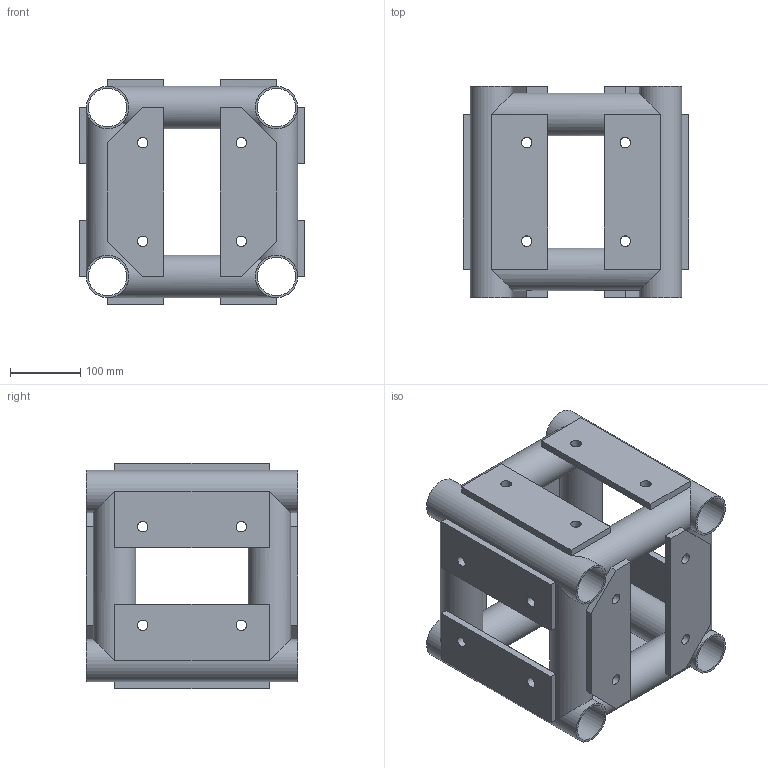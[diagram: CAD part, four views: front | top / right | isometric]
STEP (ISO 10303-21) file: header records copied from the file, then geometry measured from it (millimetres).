
FILE_DESCRIPTION(/* description */ (''),/* implementation_level */ '2;1');
FILE_NAME(/* name */ 'Box 300x300.stp',/* time_stamp */ '2017-07-14T14:30:45-03:00',/* author */ ('Kledson'),/* organization */ (''),/* preprocessor_version */ 'ST-DEVELOPER v16.5',/* originating_system */ 'Autodesk Inventor 2017',/* authorisation */ '');
FILE_SCHEMA (('AUTOMOTIVE_DESIGN { 1 0 10303 214 3 1 1 }'));
Length unit declared in the file: millimetre
Products named in the file (27): Box 300x300; Frame0001; Skeleton0001; ISO 4019 - 60.3x3.0 - 300; ISO 4019 - 60.3x3.0 - 300_1; ISO 4019 - 60.3x3.0 - 300_2; ISO 4019 - 60.3x3.0 - 239,7; ISO 4019 - 60.3x3.0 - 239,7_1; ISO 4019 - 60.3x3.0 - 239,7_2; ISO 4019 - 60.3x3.0 - 239,7_3; ISO 4019 - 60.3x3.0 - 300_3; ISO 4019 - 60.3x3.0 - 239,7_4; ISO 4019 - 60.3x3.0 - 239,7_5; ISO 4019 - 60.3x3.0 - 239,7_6; ISO 4019 - 60.3x3.0 - 239,7_7; ISO 1035/3 - 80 x 10 - 239,7; ISO 1035/3 - 80 x 10 - 239,7_1; ISO 1035/3 - 80 x 10 - 239,7_2; ISO 1035/3 - 80 x 10 - 239,7_3; ISO 1035/3 - 80 x 10 - 219,7; ISO 1035/3 - 80 x 10 - 219,7_1; ISO 1035/3 - 80 x 10 - 219,7_2; ISO 1035/3 - 80 x 10 - 219,7_3; ISO 1035/3 - 80 x 10 - 219,7_4; ISO 1035/3 - 80 x 10 - 219,7_5; ISO 1035/3 - 80 x 10 - 219,7_6; ISO 1035/3 - 80 x 10 - 219,7_7
Assembly tree (26 placements, depth 3):
  Box 300x300
    Frame0001
      Skeleton0001
      ISO 4019 - 60.3x3.0 - 300
      ISO 4019 - 60.3x3.0 - 300_1
      ISO 4019 - 60.3x3.0 - 300_2
      ISO 4019 - 60.3x3.0 - 239,7
      ISO 4019 - 60.3x3.0 - 239,7_1
      ISO 4019 - 60.3x3.0 - 239,7_2
      ISO 4019 - 60.3x3.0 - 239,7_3
      ISO 4019 - 60.3x3.0 - 300_3
      ISO 4019 - 60.3x3.0 - 239,7_4
      ISO 4019 - 60.3x3.0 - 239,7_5
      ISO 4019 - 60.3x3.0 - 239,7_6
      ISO 4019 - 60.3x3.0 - 239,7_7
      ISO 1035/3 - 80 x 10 - 239,7
      ISO 1035/3 - 80 x 10 - 239,7_1
      ISO 1035/3 - 80 x 10 - 239,7_2
      ISO 1035/3 - 80 x 10 - 239,7_3
      ISO 1035/3 - 80 x 10 - 219,7
      ISO 1035/3 - 80 x 10 - 219,7_1
      ISO 1035/3 - 80 x 10 - 219,7_2
      ISO 1035/3 - 80 x 10 - 219,7_3
      ISO 1035/3 - 80 x 10 - 219,7_4
      ISO 1035/3 - 80 x 10 - 219,7_5
      ISO 1035/3 - 80 x 10 - 219,7_6
      ISO 1035/3 - 80 x 10 - 219,7_7
Bounding box: 320 x 300 x 320 mm (x, y, z)
Volume: 3532358 mm3; surface area: 1510994.5 mm2
Topology: 24 solids, 24 shells, 152 faces, 344 edges, 240 vertices
Faces by surface type: plane 88, cylinder 64
Full cylindrical faces by diameter (mm): 15 x24, 54.3 x12, 60.3 x12
Entity records: 5800 total; most frequent: CARTESIAN_POINT 1749, DIRECTION 770, ORIENTED_EDGE 560, AXIS2_PLACEMENT_3D 301, EDGE_CURVE 280, EDGE_LOOP 272, VERTEX_POINT 224, LINE 168
